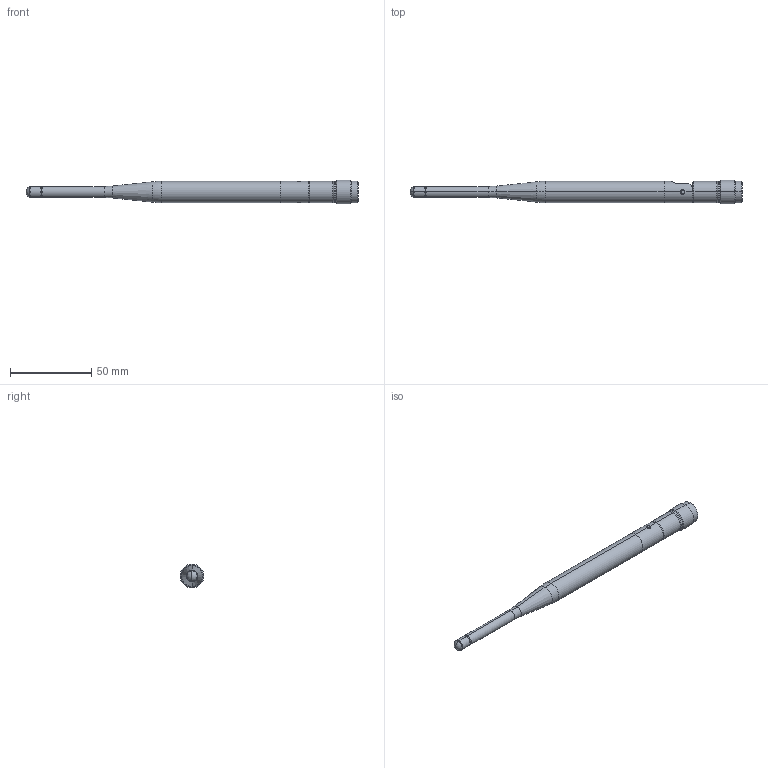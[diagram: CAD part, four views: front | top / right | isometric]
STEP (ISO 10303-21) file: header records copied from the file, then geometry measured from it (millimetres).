
FILE_DESCRIPTION (( 'STEP AP214' ), '1' );
FILE_NAME ('FM51RD1001_3D.step', '2022-12-30T19:30:32', ( '' ), ( '' ), 'SwSTEP 2.0', 'SolidWorks 2022', '' );
FILE_SCHEMA (( 'AUTOMOTIVE_DESIGN' ));
Length unit declared in the file: inch
Products named in the file (3): Copy of HG2458RD-RTP_SWIVEL^FM51RD1001; Copy of HG2458RD-RTP_ANTENNA^FM51RD1001; FM51RD1001_3D
Assembly tree (2 placements, depth 2):
  FM51RD1001_3D
    Copy of HG2458RD-RTP_ANTENNA^FM51RD1001
    Copy of HG2458RD-RTP_SWIVEL^FM51RD1001
Bounding box: 204.9 x 14.5 x 14.5 mm (x, y, z)
Volume: 19941.9 mm3; surface area: 9637.9 mm2
Topology: 3 solids, 3 shells, 160 faces, 343 edges, 194 vertices
Faces by surface type: cylinder 54, cone 52, plane 32, torus 22
Entity records: 6352 total; most frequent: DIRECTION 843, CARTESIAN_POINT 825, ORIENTED_EDGE 678, AXIS2_PLACEMENT_3D 346, EDGE_CURVE 339, VERTEX_POINT 194, CIRCLE 181, EDGE_LOOP 177
